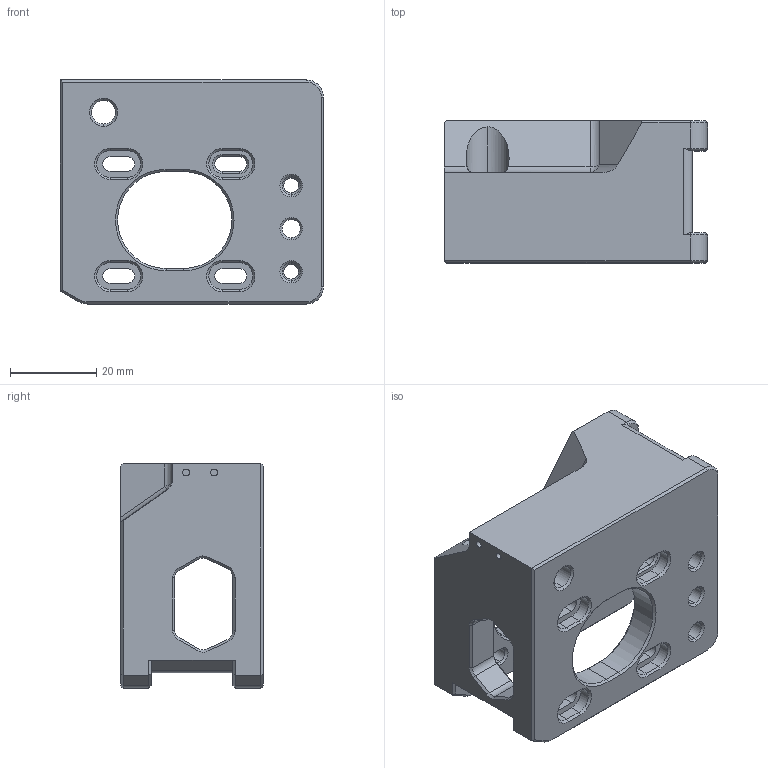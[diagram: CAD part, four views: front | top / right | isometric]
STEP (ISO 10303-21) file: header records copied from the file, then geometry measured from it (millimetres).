
FILE_DESCRIPTION (( 'STEP AP203' ), '1' );
FILE_NAME ('Drive_Frame.STEP', '2023-04-26T11:47:23', ( '' ), ( '' ), 'SwSTEP 2.0', 'SolidWorks 2018', '' );
FILE_SCHEMA (( 'CONFIG_CONTROL_DESIGN' ));
Length unit declared in the file: millimetre
Products named in the file (1): Drive_Frame
Bounding box: 61 x 33 x 52 mm (x, y, z)
Volume: 48318.8 mm3; surface area: 17632.8 mm2
Topology: 1 solids, 1 shells, 308 faces, 727 edges, 427 vertices
Faces by surface type: plane 134, cone 100, cylinder 73, sphere 1
Entity records: 8842 total; most frequent: DIRECTION 1571, CARTESIAN_POINT 1528, ORIENTED_EDGE 1452, EDGE_CURVE 726, AXIS2_PLACEMENT_3D 552, LINE 467, VECTOR 467, VERTEX_POINT 427
